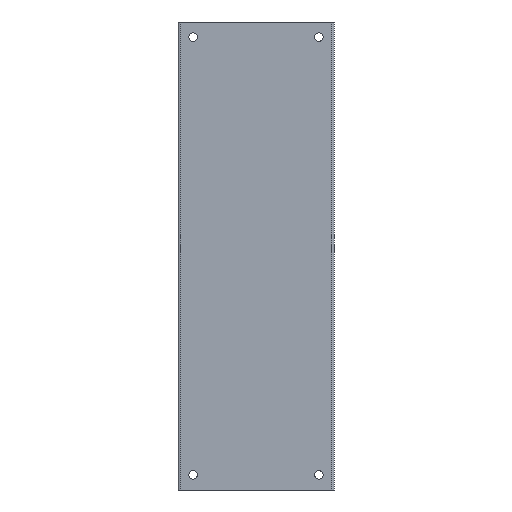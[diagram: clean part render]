
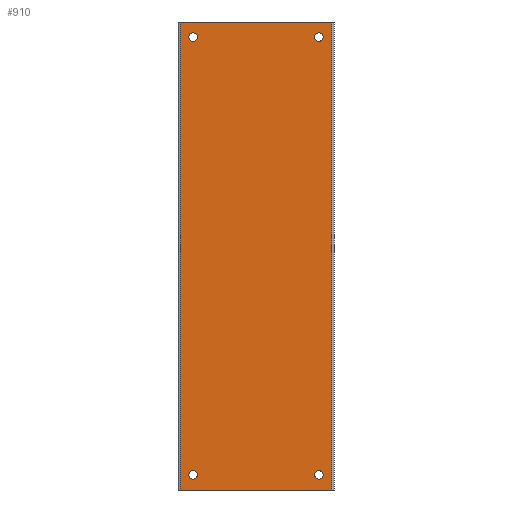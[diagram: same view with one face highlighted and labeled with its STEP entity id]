
A CAD part, front view. The second image highlights one B-rep face of the part: STEP entity #910.
In plain terms, the highlighted planar face has unit normal (0, -1, 0).
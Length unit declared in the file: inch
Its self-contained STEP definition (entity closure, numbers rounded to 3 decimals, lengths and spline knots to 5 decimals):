
#3 = DIRECTION ( 'NONE',  ( 0., 0., -1. ) ) ;
#5 = DIRECTION ( 'NONE',  ( 1., 0., 0. ) ) ;
#29 = VERTEX_POINT ( 'NONE', #174 ) ;
#31 = EDGE_LOOP ( 'NONE', ( #455, #107, #411, #78 ) ) ;
#34 = EDGE_CURVE ( 'NONE', #29, #380, #798, .T. ) ;
#35 = LINE ( 'NONE', #596, #350 ) ;
#41 = DIRECTION ( 'NONE',  ( 0., 1., 0. ) ) ;
#72 = CARTESIAN_POINT ( 'NONE',  ( 3.625, 0., 12.875 ) ) ;
#78 = ORIENTED_EDGE ( 'NONE', *, *, #34, .T. ) ;
#82 = CARTESIAN_POINT ( 'NONE',  ( -3.625, 0., 12.875 ) ) ;
#83 = VERTEX_POINT ( 'NONE', #304 ) ;
#107 = ORIENTED_EDGE ( 'NONE', *, *, #494, .T. ) ;
#122 = CARTESIAN_POINT ( 'NONE',  ( 3.625, 0., -12.625 ) ) ;
#159 = DIRECTION ( 'NONE',  ( 0., 0., 1. ) ) ;
#171 = CARTESIAN_POINT ( 'NONE',  ( 4.375, 0., -13.5 ) ) ;
#174 = CARTESIAN_POINT ( 'NONE',  ( -4.375, 0., 13.5 ) ) ;
#199 = DIRECTION ( 'NONE',  ( 0., 0., 1. ) ) ;
#212 = CIRCLE ( 'NONE', #340, 0.25 ) ;
#214 = CIRCLE ( 'NONE', #669, 0.25 ) ;
#223 = FACE_OUTER_BOUND ( 'NONE', #31, .T. ) ;
#240 = AXIS2_PLACEMENT_3D ( 'NONE', #802, #365, #3 ) ;
#243 = VERTEX_POINT ( 'NONE', #492 ) ;
#245 = CIRCLE ( 'NONE', #496, 0.25 ) ;
#281 = ORIENTED_EDGE ( 'NONE', *, *, #332, .T. ) ;
#290 = FACE_BOUND ( 'NONE', #889, .T. ) ;
#304 = CARTESIAN_POINT ( 'NONE',  ( -3.625, 0., -12.375 ) ) ;
#323 = VERTEX_POINT ( 'NONE', #82 ) ;
#332 = EDGE_CURVE ( 'NONE', #83, #83, #214, .T. ) ;
#339 = DIRECTION ( 'NONE',  ( 0., 1., 0. ) ) ;
#340 = AXIS2_PLACEMENT_3D ( 'NONE', #631, #41, #787 ) ;
#350 = VECTOR ( 'NONE', #5, 39.37008 ) ;
#364 = ORIENTED_EDGE ( 'NONE', *, *, #551, .T. ) ;
#365 = DIRECTION ( 'NONE',  ( 0., -1., 0. ) ) ;
#380 = VERTEX_POINT ( 'NONE', #585 ) ;
#395 = VECTOR ( 'NONE', #410, 39.37008 ) ;
#403 = DIRECTION ( 'NONE',  ( 0., 0., 1. ) ) ;
#410 = DIRECTION ( 'NONE',  ( 0., 0., -1. ) ) ;
#411 = ORIENTED_EDGE ( 'NONE', *, *, #756, .T. ) ;
#417 = FACE_BOUND ( 'NONE', #652, .T. ) ;
#432 = CARTESIAN_POINT ( 'NONE',  ( -4.5, 0., 13.5 ) ) ;
#436 = AXIS2_PLACEMENT_3D ( 'NONE', #505, #503, #199 ) ;
#440 = PLANE ( 'NONE',  #240 ) ;
#455 = ORIENTED_EDGE ( 'NONE', *, *, #912, .T. ) ;
#470 = LINE ( 'NONE', #171, #764 ) ;
#492 = CARTESIAN_POINT ( 'NONE',  ( 4.375, 0., -13.5 ) ) ;
#494 = EDGE_CURVE ( 'NONE', #243, #509, #470, .T. ) ;
#496 = AXIS2_PLACEMENT_3D ( 'NONE', #122, #339, #403 ) ;
#503 = DIRECTION ( 'NONE',  ( 0., 1., 0. ) ) ;
#505 = CARTESIAN_POINT ( 'NONE',  ( -3.625, 0., 12.625 ) ) ;
#509 = VERTEX_POINT ( 'NONE', #676 ) ;
#516 = VERTEX_POINT ( 'NONE', #72 ) ;
#551 = EDGE_CURVE ( 'NONE', #934, #934, #245, .T. ) ;
#560 = FACE_BOUND ( 'NONE', #942, .T. ) ;
#585 = CARTESIAN_POINT ( 'NONE',  ( -4.375, 0., -13.5 ) ) ;
#595 = ORIENTED_EDGE ( 'NONE', *, *, #608, .T. ) ;
#596 = CARTESIAN_POINT ( 'NONE',  ( -4.5, 0., -13.5 ) ) ;
#603 = DIRECTION ( 'NONE',  ( 0., 0., 1. ) ) ;
#608 = EDGE_CURVE ( 'NONE', #516, #516, #212, .T. ) ;
#621 = CARTESIAN_POINT ( 'NONE',  ( -4.375, 0., -13.5 ) ) ;
#631 = CARTESIAN_POINT ( 'NONE',  ( 3.625, 0., 12.625 ) ) ;
#652 = EDGE_LOOP ( 'NONE', ( #364 ) ) ;
#655 = DIRECTION ( 'NONE',  ( 0., 1., 0. ) ) ;
#669 = AXIS2_PLACEMENT_3D ( 'NONE', #869, #655, #159 ) ;
#676 = CARTESIAN_POINT ( 'NONE',  ( 4.375, 0., 13.5 ) ) ;
#678 = VECTOR ( 'NONE', #868, 39.37008 ) ;
#701 = CIRCLE ( 'NONE', #436, 0.25 ) ;
#756 = EDGE_CURVE ( 'NONE', #509, #29, #786, .T. ) ;
#764 = VECTOR ( 'NONE', #603, 39.37008 ) ;
#773 = FACE_BOUND ( 'NONE', #831, .T. ) ;
#786 = LINE ( 'NONE', #432, #678 ) ;
#787 = DIRECTION ( 'NONE',  ( 0., 0., 1. ) ) ;
#798 = LINE ( 'NONE', #621, #395 ) ;
#802 = CARTESIAN_POINT ( 'NONE',  ( -4.5, 0., -13.5 ) ) ;
#809 = EDGE_CURVE ( 'NONE', #323, #323, #701, .T. ) ;
#831 = EDGE_LOOP ( 'NONE', ( #901 ) ) ;
#868 = DIRECTION ( 'NONE',  ( -1., 0., 0. ) ) ;
#869 = CARTESIAN_POINT ( 'NONE',  ( -3.625, 0., -12.625 ) ) ;
#870 = CARTESIAN_POINT ( 'NONE',  ( 3.625, 0., -12.375 ) ) ;
#889 = EDGE_LOOP ( 'NONE', ( #595 ) ) ;
#901 = ORIENTED_EDGE ( 'NONE', *, *, #809, .T. ) ;
#910 = ADVANCED_FACE ( 'NONE', ( #223, #290, #417, #560, #773 ), #440, .T. ) ;
#912 = EDGE_CURVE ( 'NONE', #380, #243, #35, .T. ) ;
#934 = VERTEX_POINT ( 'NONE', #870 ) ;
#942 = EDGE_LOOP ( 'NONE', ( #281 ) ) ;
